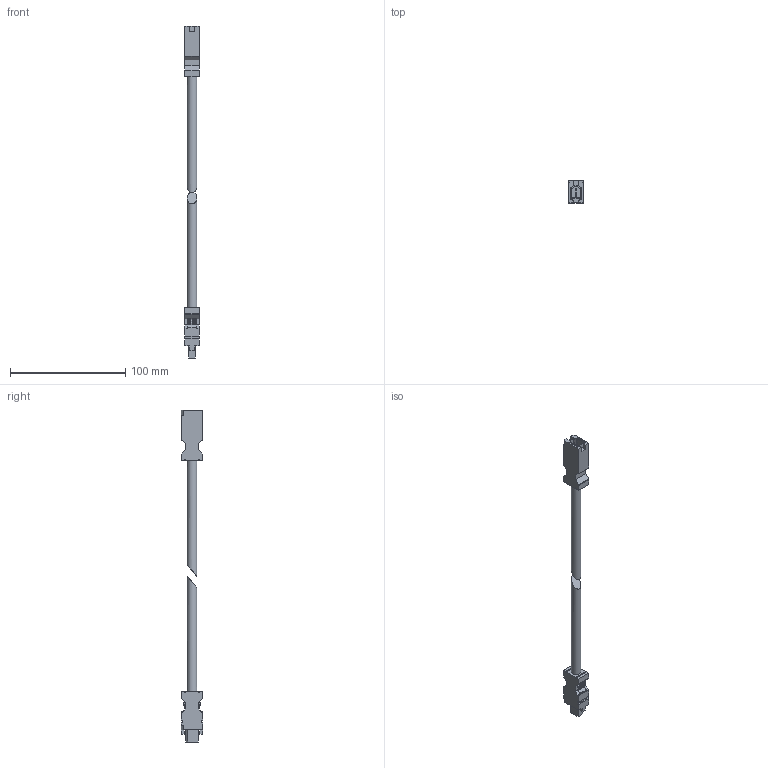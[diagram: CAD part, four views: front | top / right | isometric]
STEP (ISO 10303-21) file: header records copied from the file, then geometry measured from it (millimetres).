
FILE_DESCRIPTION(/* description */ ('STEP AP214'),/* implementation_level */ '2;1');
FILE_NAME(/* name */ '5219213_NEBM-REG6-E-2_5-Q14N-REG6',/* time_stamp */ '2024-09-10T16:54:59+02:00',/* author */ ('License CC BY-ND 4.0'),/* organization */ ('CADENAS'),/* preprocessor_version */ 'ST-DEVELOPER v19.3',/* originating_system */ 'PARTsolutions',/* authorisation */ ' ');
FILE_SCHEMA (('AUTOMOTIVE_DESIGN {1 0 10303 214 3 1 1}'));
Length unit declared in the file: millimetre
Products named in the file (3): 5219213 NEBM-REG6-E-2.5-Q14N-REG6; 5219213 NEBM-REG6-E-2.5-Q14N-REG6(p1); 5219213 NEBM-REG6-E-2.5-Q14N-REG6(p2)
Assembly tree (2 placements, depth 2):
  5219213 NEBM-REG6-E-2.5-Q14N-REG6
    5219213 NEBM-REG6-E-2.5-Q14N-REG6(p1)
    5219213 NEBM-REG6-E-2.5-Q14N-REG6(p2)
Bounding box: 12.6 x 18.8 x 287.5 mm (x, y, z)
Volume: 26325.9 mm3; surface area: 12699.6 mm2
Topology: 2 solids, 2 shells, 247 faces, 710 edges, 474 vertices
Faces by surface type: plane 209, cylinder 38
Full cylindrical faces by diameter (mm): 8.3 x2
Entity records: 9760 total; most frequent: CARTESIAN_POINT 1428, ORIENTED_EDGE 1412, DIRECTION 1282, EDGE_CURVE 706, LINE 630, VECTOR 630, VERTEX_POINT 472, AXIS2_PLACEMENT_3D 326
